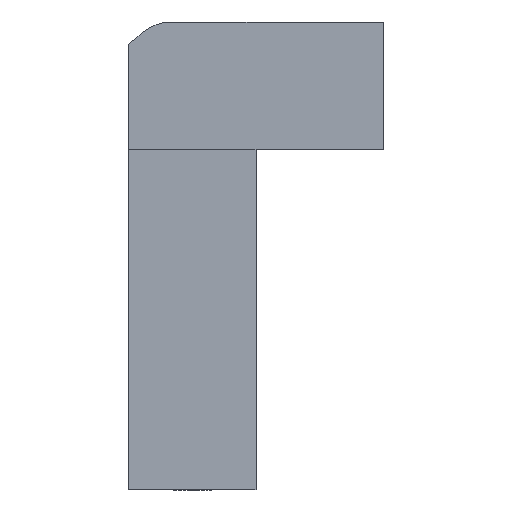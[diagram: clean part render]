
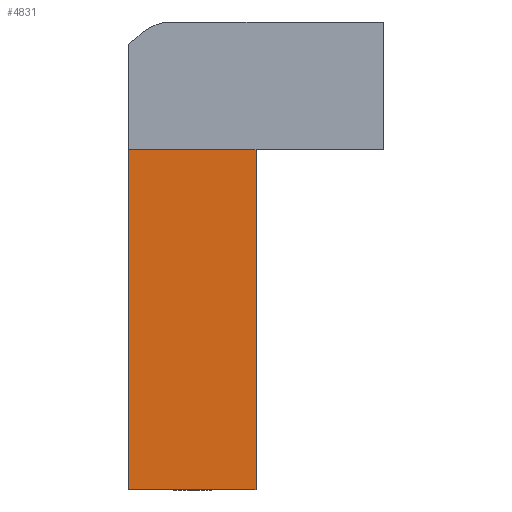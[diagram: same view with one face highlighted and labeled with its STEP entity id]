
A CAD part, left-side view. The second image highlights one B-rep face of the part: STEP entity #4831.
In plain terms, the highlighted planar face has unit normal (-1, 0, 0).
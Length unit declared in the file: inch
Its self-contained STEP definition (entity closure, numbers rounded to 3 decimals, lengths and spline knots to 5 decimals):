
#6 = ORIENTED_EDGE ( 'NONE', *, *, #2615, .F. ) ;
#22 = PLANE ( 'NONE',  #1398 ) ;
#124 = DIRECTION ( 'NONE',  ( 0., -1., 0. ) ) ;
#330 = CARTESIAN_POINT ( 'NONE',  ( -1.375, 0.375, -1. ) ) ;
#413 = EDGE_CURVE ( 'NONE', #683, #3193, #2293, .T. ) ;
#683 = VERTEX_POINT ( 'NONE', #5740 ) ;
#691 = VECTOR ( 'NONE', #761, 39.37008 ) ;
#761 = DIRECTION ( 'NONE',  ( 0., 0., 1. ) ) ;
#883 = FACE_OUTER_BOUND ( 'NONE', #4593, .T. ) ;
#948 = CARTESIAN_POINT ( 'NONE',  ( -1.375, 2.17778, -1. ) ) ;
#982 = DIRECTION ( 'NONE',  ( 1., 0., 0. ) ) ;
#1066 = VERTEX_POINT ( 'NONE', #5611 ) ;
#1245 = ORIENTED_EDGE ( 'NONE', *, *, #413, .T. ) ;
#1310 = VECTOR ( 'NONE', #2463, 39.37008 ) ;
#1398 = AXIS2_PLACEMENT_3D ( 'NONE', #948, #982, #1932 ) ;
#1570 = LINE ( 'NONE', #5576, #4601 ) ;
#1848 = ORIENTED_EDGE ( 'NONE', *, *, #5162, .T. ) ;
#1932 = DIRECTION ( 'NONE',  ( 0., 0., -1. ) ) ;
#2273 = CARTESIAN_POINT ( 'NONE',  ( -1.375, 0., 0. ) ) ;
#2293 = LINE ( 'NONE', #4295, #1310 ) ;
#2296 = EDGE_CURVE ( 'NONE', #683, #1066, #2750, .T. ) ;
#2463 = DIRECTION ( 'NONE',  ( 0., -1., 0. ) ) ;
#2615 = EDGE_CURVE ( 'NONE', #1066, #3548, #3631, .T. ) ;
#2750 = LINE ( 'NONE', #330, #691 ) ;
#3065 = DIRECTION ( 'NONE',  ( 0., 0., 1. ) ) ;
#3193 = VERTEX_POINT ( 'NONE', #4028 ) ;
#3266 = VECTOR ( 'NONE', #124, 39.37008 ) ;
#3548 = VERTEX_POINT ( 'NONE', #2273 ) ;
#3631 = LINE ( 'NONE', #4090, #3266 ) ;
#4028 = CARTESIAN_POINT ( 'NONE',  ( -1.375, 0., -1. ) ) ;
#4090 = CARTESIAN_POINT ( 'NONE',  ( -1.375, 2.17778, 0. ) ) ;
#4295 = CARTESIAN_POINT ( 'NONE',  ( -1.375, 2.17778, -1. ) ) ;
#4528 = ORIENTED_EDGE ( 'NONE', *, *, #2296, .F. ) ;
#4593 = EDGE_LOOP ( 'NONE', ( #4528, #1245, #1848, #6 ) ) ;
#4601 = VECTOR ( 'NONE', #3065, 39.37008 ) ;
#4831 = ADVANCED_FACE ( 'NONE', ( #883 ), #22, .F. ) ;
#5162 = EDGE_CURVE ( 'NONE', #3193, #3548, #1570, .T. ) ;
#5576 = CARTESIAN_POINT ( 'NONE',  ( -1.375, 0., -1. ) ) ;
#5611 = CARTESIAN_POINT ( 'NONE',  ( -1.375, 0.375, 0. ) ) ;
#5740 = CARTESIAN_POINT ( 'NONE',  ( -1.375, 0.375, -1. ) ) ;
